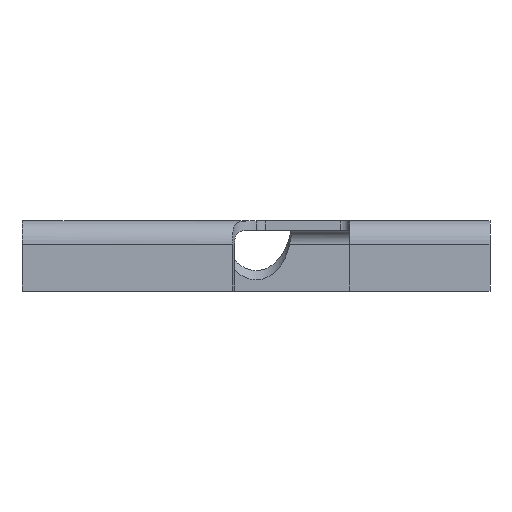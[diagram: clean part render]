
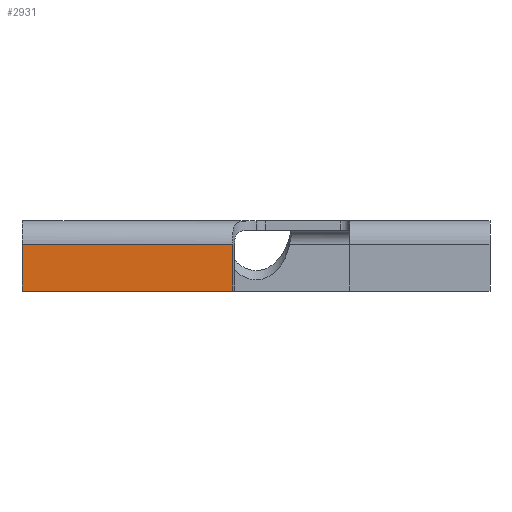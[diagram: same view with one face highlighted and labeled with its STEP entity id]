
A CAD part, left-side view. The second image highlights one B-rep face of the part: STEP entity #2931.
In plain terms, the highlighted planar face has unit normal (-1, 0, 0).
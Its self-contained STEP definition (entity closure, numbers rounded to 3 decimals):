
#236 = CYLINDRICAL_SURFACE('',#237,5.);
#237 = AXIS2_PLACEMENT_3D('',#238,#239,#240);
#238 = CARTESIAN_POINT('',(-20.,0.,20.));
#239 = DIRECTION('',(0.,-1.,0.));
#240 = DIRECTION('',(1.,0.,0.));
#264 = PLANE('',#265);
#265 = AXIS2_PLACEMENT_3D('',#266,#267,#268);
#266 = CARTESIAN_POINT('',(0.,100.,0.));
#267 = DIRECTION('',(0.,1.,0.));
#268 = DIRECTION('',(0.,-0.,1.));
#1858 = VERTEX_POINT('',#1859);
#1859 = CARTESIAN_POINT('',(-25.,100.,20.));
#1972 = VERTEX_POINT('',#1973);
#1973 = CARTESIAN_POINT('',(-25.,100.,10.));
#1986 = PLANE('',#1987);
#1987 = AXIS2_PLACEMENT_3D('',#1988,#1989,#1990);
#1988 = CARTESIAN_POINT('',(0.,0.,10.));
#1989 = DIRECTION('',(0.,0.,1.));
#1990 = DIRECTION('',(0.,1.,0.));
#1997 = EDGE_CURVE('',#1972,#1858,#1998,.T.);
#1998 = SURFACE_CURVE('',#1999,(#2003,#2010),.PCURVE_S1.);
#1999 = LINE('',#2000,#2001);
#2000 = CARTESIAN_POINT('',(-25.,100.,-20.));
#2001 = VECTOR('',#2002,1.);
#2002 = DIRECTION('',(0.,0.,1.));
#2003 = PCURVE('',#264,#2004);
#2004 = DEFINITIONAL_REPRESENTATION('',(#2005),#2009);
#2005 = LINE('',#2006,#2007);
#2006 = CARTESIAN_POINT('',(-20.,-25.));
#2007 = VECTOR('',#2008,1.);
#2008 = DIRECTION('',(1.,0.));
#2009 = ( GEOMETRIC_REPRESENTATION_CONTEXT(2) 
PARAMETRIC_REPRESENTATION_CONTEXT() REPRESENTATION_CONTEXT('2D SPACE',''
  ) );
#2010 = PCURVE('',#2011,#2016);
#2011 = PLANE('',#2012);
#2012 = AXIS2_PLACEMENT_3D('',#2013,#2014,#2015);
#2013 = CARTESIAN_POINT('',(-25.,0.,-20.));
#2014 = DIRECTION('',(1.,0.,0.));
#2015 = DIRECTION('',(0.,0.,1.));
#2016 = DEFINITIONAL_REPRESENTATION('',(#2017),#2021);
#2017 = LINE('',#2018,#2019);
#2018 = CARTESIAN_POINT('',(0.,-100.));
#2019 = VECTOR('',#2020,1.);
#2020 = DIRECTION('',(1.,0.));
#2021 = ( GEOMETRIC_REPRESENTATION_CONTEXT(2) 
PARAMETRIC_REPRESENTATION_CONTEXT() REPRESENTATION_CONTEXT('2D SPACE',''
  ) );
#2027 = VERTEX_POINT('',#2028);
#2028 = CARTESIAN_POINT('',(-25.,55.,20.));
#2124 = CYLINDRICAL_SURFACE('',#2125,5.);
#2125 = AXIS2_PLACEMENT_3D('',#2126,#2127,#2128);
#2126 = CARTESIAN_POINT('',(-25.,50.,0.));
#2127 = DIRECTION('',(-0.,-0.,-1.));
#2128 = DIRECTION('',(1.,0.,0.));
#2179 = EDGE_CURVE('',#2027,#1858,#2180,.T.);
#2180 = SURFACE_CURVE('',#2181,(#2185,#2192),.PCURVE_S1.);
#2181 = LINE('',#2182,#2183);
#2182 = CARTESIAN_POINT('',(-25.,0.,20.));
#2183 = VECTOR('',#2184,1.);
#2184 = DIRECTION('',(0.,1.,0.));
#2185 = PCURVE('',#236,#2186);
#2186 = DEFINITIONAL_REPRESENTATION('',(#2187),#2191);
#2187 = LINE('',#2188,#2189);
#2188 = CARTESIAN_POINT('',(3.142,0.));
#2189 = VECTOR('',#2190,1.);
#2190 = DIRECTION('',(0.,-1.));
#2191 = ( GEOMETRIC_REPRESENTATION_CONTEXT(2) 
PARAMETRIC_REPRESENTATION_CONTEXT() REPRESENTATION_CONTEXT('2D SPACE',''
  ) );
#2192 = PCURVE('',#2011,#2193);
#2193 = DEFINITIONAL_REPRESENTATION('',(#2194),#2198);
#2194 = LINE('',#2195,#2196);
#2195 = CARTESIAN_POINT('',(40.,0.));
#2196 = VECTOR('',#2197,1.);
#2197 = DIRECTION('',(0.,-1.));
#2198 = ( GEOMETRIC_REPRESENTATION_CONTEXT(2) 
PARAMETRIC_REPRESENTATION_CONTEXT() REPRESENTATION_CONTEXT('2D SPACE',''
  ) );
#2931 = ADVANCED_FACE('',(#2932),#2011,.F.);
#2932 = FACE_BOUND('',#2933,.F.);
#2933 = EDGE_LOOP('',(#2934,#2955,#2974,#2975));
#2934 = ORIENTED_EDGE('',*,*,#2935,.T.);
#2935 = EDGE_CURVE('',#2027,#2936,#2938,.T.);
#2936 = VERTEX_POINT('',#2937);
#2937 = CARTESIAN_POINT('',(-25.,55.,10.));
#2938 = SURFACE_CURVE('',#2939,(#2943,#2949),.PCURVE_S1.);
#2939 = LINE('',#2940,#2941);
#2940 = CARTESIAN_POINT('',(-25.,55.,0.));
#2941 = VECTOR('',#2942,1.);
#2942 = DIRECTION('',(-0.,-0.,-1.));
#2943 = PCURVE('',#2011,#2944);
#2944 = DEFINITIONAL_REPRESENTATION('',(#2945),#2948);
#2945 = B_SPLINE_CURVE_WITH_KNOTS('',1,(#2946,#2947),.UNSPECIFIED.,.F.,
  .F.,(2,2),(-21.,-9.),.PIECEWISE_BEZIER_KNOTS.);
#2946 = CARTESIAN_POINT('',(41.,-55.));
#2947 = CARTESIAN_POINT('',(29.,-55.));
#2948 = ( GEOMETRIC_REPRESENTATION_CONTEXT(2) 
PARAMETRIC_REPRESENTATION_CONTEXT() REPRESENTATION_CONTEXT('2D SPACE',''
  ) );
#2949 = PCURVE('',#2124,#2950);
#2950 = DEFINITIONAL_REPRESENTATION('',(#2951),#2954);
#2951 = B_SPLINE_CURVE_WITH_KNOTS('',1,(#2952,#2953),.UNSPECIFIED.,.F.,
  .F.,(2,2),(-21.,-9.),.PIECEWISE_BEZIER_KNOTS.);
#2952 = CARTESIAN_POINT('',(-1.571,-21.));
#2953 = CARTESIAN_POINT('',(-1.571,-9.));
#2954 = ( GEOMETRIC_REPRESENTATION_CONTEXT(2) 
PARAMETRIC_REPRESENTATION_CONTEXT() REPRESENTATION_CONTEXT('2D SPACE',''
  ) );
#2955 = ORIENTED_EDGE('',*,*,#2956,.F.);
#2956 = EDGE_CURVE('',#1972,#2936,#2957,.T.);
#2957 = SURFACE_CURVE('',#2958,(#2962,#2968),.PCURVE_S1.);
#2958 = LINE('',#2959,#2960);
#2959 = CARTESIAN_POINT('',(-25.,0.,10.));
#2960 = VECTOR('',#2961,1.);
#2961 = DIRECTION('',(0.,-1.,0.));
#2962 = PCURVE('',#2011,#2963);
#2963 = DEFINITIONAL_REPRESENTATION('',(#2964),#2967);
#2964 = B_SPLINE_CURVE_WITH_KNOTS('',1,(#2965,#2966),.UNSPECIFIED.,.F.,
  .F.,(2,2),(-100.,0.),.PIECEWISE_BEZIER_KNOTS.);
#2965 = CARTESIAN_POINT('',(30.,-100.));
#2966 = CARTESIAN_POINT('',(30.,0.));
#2967 = ( GEOMETRIC_REPRESENTATION_CONTEXT(2) 
PARAMETRIC_REPRESENTATION_CONTEXT() REPRESENTATION_CONTEXT('2D SPACE',''
  ) );
#2968 = PCURVE('',#1986,#2969);
#2969 = DEFINITIONAL_REPRESENTATION('',(#2970),#2973);
#2970 = B_SPLINE_CURVE_WITH_KNOTS('',1,(#2971,#2972),.UNSPECIFIED.,.F.,
  .F.,(2,2),(-100.,0.),.PIECEWISE_BEZIER_KNOTS.);
#2971 = CARTESIAN_POINT('',(100.,25.));
#2972 = CARTESIAN_POINT('',(0.,25.));
#2973 = ( GEOMETRIC_REPRESENTATION_CONTEXT(2) 
PARAMETRIC_REPRESENTATION_CONTEXT() REPRESENTATION_CONTEXT('2D SPACE',''
  ) );
#2974 = ORIENTED_EDGE('',*,*,#1997,.T.);
#2975 = ORIENTED_EDGE('',*,*,#2179,.F.);
